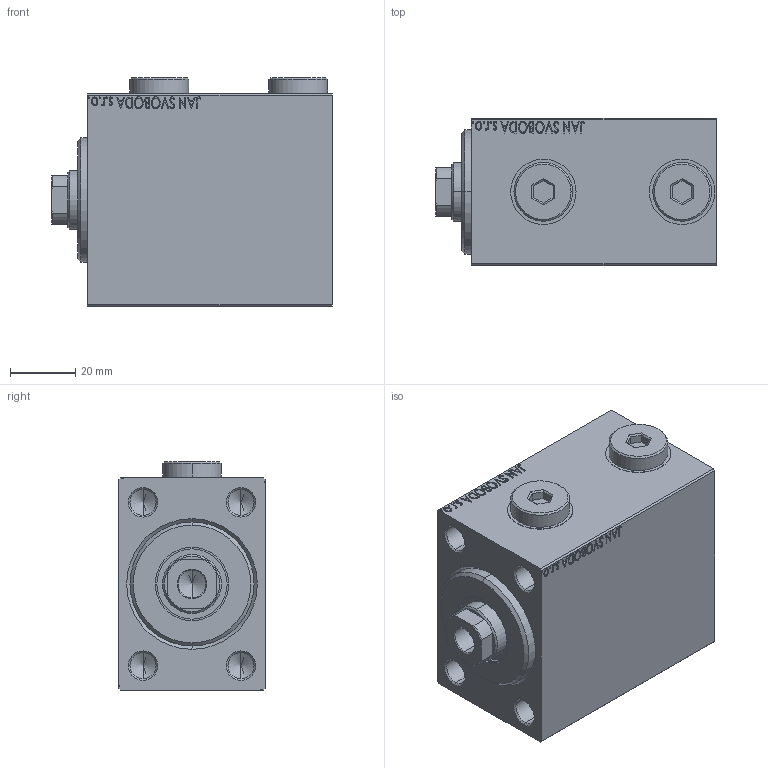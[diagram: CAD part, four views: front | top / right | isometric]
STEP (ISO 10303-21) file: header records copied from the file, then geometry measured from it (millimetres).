
FILE_DESCRIPTION (( 'STEP AP203' ), '1' );
FILE_NAME ('65e3.STEP', '2024-02-11T18:32:13', ( '' ), ( '' ), 'SwSTEP 2.0', 'SolidWorks 2019', '' );
FILE_SCHEMA (( 'CONFIG_CONTROL_DESIGN' ));
Length unit declared in the file: millimetre
Products named in the file (5): V450CM_B_VCP 859a2500bb3eb29c2902d76adfc51216; 65e3; V450CM_B_Body 859a2500bb3eb29c2902d76adfc51216; Zatka_OIL_PORT 859a2500bb3eb29c2902d76adfc51216; V450CM_VC_B 859a2500bb3eb29c2902d76adfc51216
Assembly tree (5 placements, depth 2):
  65e3
    V450CM_B_Body 859a2500bb3eb29c2902d76adfc51216
    V450CM_B_VCP 859a2500bb3eb29c2902d76adfc51216
    V450CM_VC_B 859a2500bb3eb29c2902d76adfc51216
    Zatka_OIL_PORT 859a2500bb3eb29c2902d76adfc51216  x2
Bounding box: 86 x 45 x 69.9 mm (x, y, z)
Volume: 205785.6 mm3; surface area: 45678.1 mm2
Topology: 5 solids, 5 shells, 935 faces, 2374 edges, 1549 vertices
Faces by surface type: plane 435, bspline 380, cylinder 70, cone 50
Entity records: 45613 total; most frequent: CARTESIAN_POINT 25489, ORIENTED_EDGE 4632, DIRECTION 2790, EDGE_CURVE 2316, VERTEX_POINT 1525, LINE 1378, VECTOR 1378, EDGE_LOOP 1043
